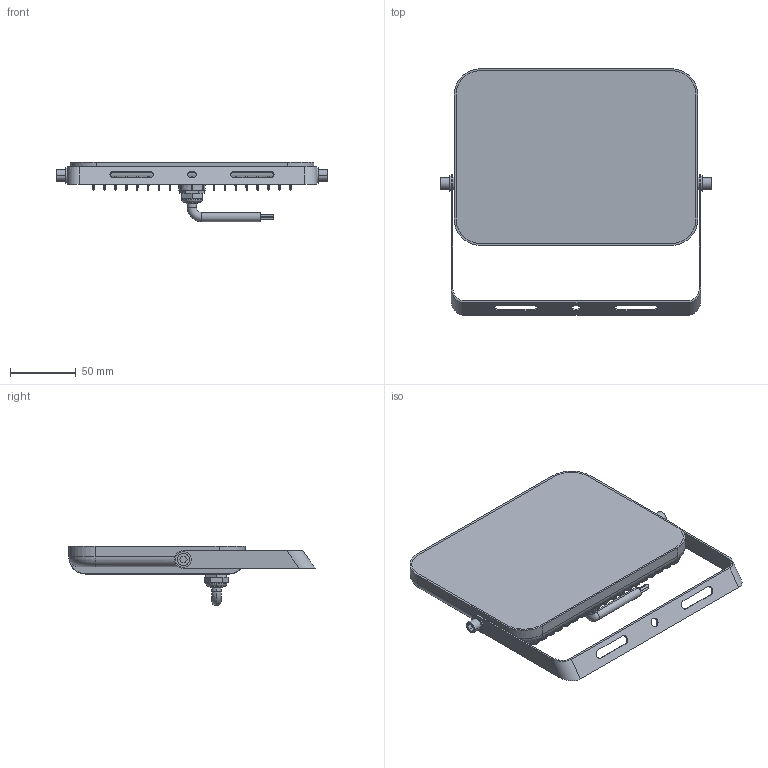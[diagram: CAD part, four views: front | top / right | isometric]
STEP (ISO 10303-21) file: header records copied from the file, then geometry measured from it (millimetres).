
FILE_DESCRIPTION (( 'STEP AP203' ), '1' );
FILE_NAME ('LPDO601-50-40-K02 Ïðîæåêòîð ÑÄÎ 06-50 ñâåòîäèîäíûé ÷åðíûé IP65 4000 K IEK.STEP', '2018-03-16T06:49:26', ( '' ), ( '' ), 'SwSTEP 2.0', 'SolidWorks 2014', '' );
FILE_SCHEMA (( 'CONFIG_CONTROL_DESIGN' ));
Length unit declared in the file: millimetre
Products named in the file (2): LPDO601-50-40-K02 Ïðîæåêòîð ÑÄÎ 06-50 ñâåòîäèîäíûé ÷åðíûé IP65 4000 K IEK
Bounding box: 205.6 x 187 x 45 mm (x, y, z)
Volume: 153344.2 mm3; surface area: 212408.8 mm2
Topology: 12 solids, 12 shells, 515 faces, 1298 edges, 818 vertices
Faces by surface type: plane 207, cylinder 196, bspline 92, torus 14, cone 6
Entity records: 18329 total; most frequent: CARTESIAN_POINT 6945, ORIENTED_EDGE 2596, DIRECTION 2088, EDGE_CURVE 1298, VERTEX_POINT 818, AXIS2_PLACEMENT_3D 743, LINE 602, VECTOR 602
